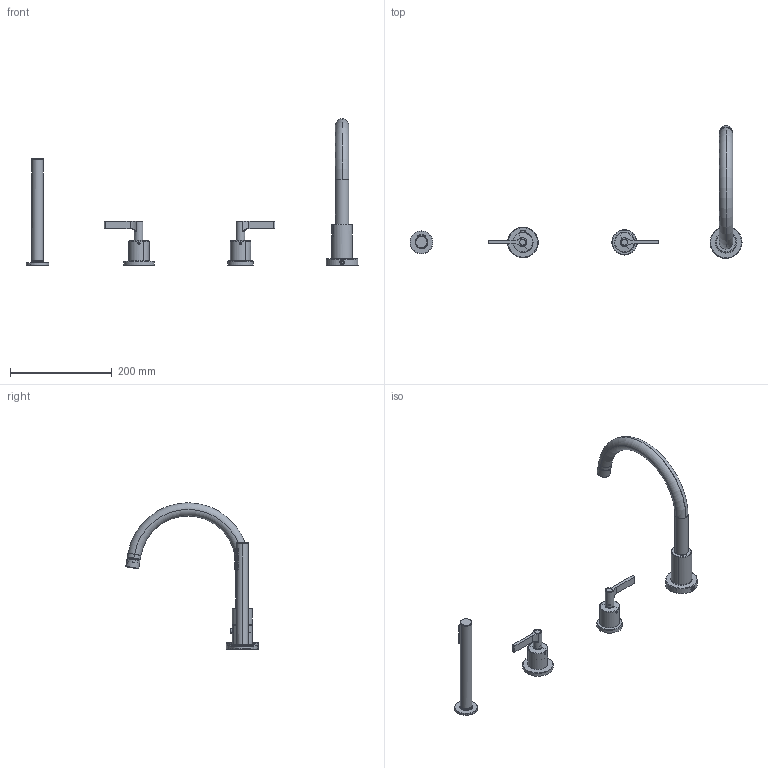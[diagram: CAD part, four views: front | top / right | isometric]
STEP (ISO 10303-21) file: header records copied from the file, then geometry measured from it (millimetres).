
FILE_DESCRIPTION(('CATIA V5 STEP Exchange','CAx-IF Rec.Pracs.--- Model Styling and Organization---1.5--- 2016-08-15','CAx-IF Rec.Pracs.---Supplemental Geometry---1.0---2011-11-01','CAx-IF Rec.Pracs.--- Composite Materials ---3.4---2017-06-13','CAx-IF Rec.Pracs.---Tessellated 3D Geometry---1.0---2015-12-17'),'2;1');
FILE_NAME('GLT76010.stp','2023-02-03T07:40:35+00:00',('none'),('none'),'CATIA Version 5-6 Release 2020 SP2','CATIA V5 STEP AP242 v2','none');
FILE_SCHEMA(('AP242_MANAGED_MODEL_BASED_3D_ENGINEERING_MIM_LF {1 0 10303 442 1 1 4}'));
Length unit declared in the file: millimetre
Products named in the file (1): Product7_AllCATPart
Bounding box: 653.89 x 261 x 288.3 mm (x, y, z)
Volume: 284030.7 mm3; surface area: 174118.1 mm2
Topology: 17 solids, 17 shells, 1406 faces, 3598 edges, 2342 vertices
Faces by surface type: torus 430, plane 410, cylinder 304, cone 152, extrusion 104, sphere 4, bspline 2
Entity records: 45309 total; most frequent: CARTESIAN_POINT 14743, ORIENTED_EDGE 7188, DIRECTION 4203, EDGE_CURVE 3594, AXIS2_PLACEMENT_3D 2447, VERTEX_POINT 2342, CIRCLE 1820, EDGE_LOOP 1562
